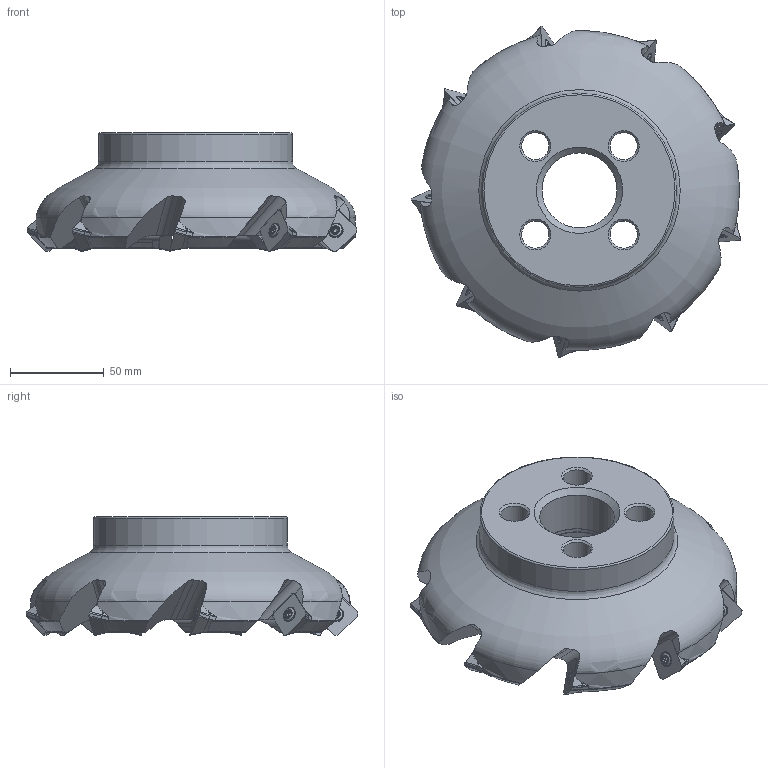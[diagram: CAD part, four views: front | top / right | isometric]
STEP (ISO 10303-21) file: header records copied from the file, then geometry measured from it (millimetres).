
FILE_DESCRIPTION(/* description */ (''),/* implementation_level */ '2;1');
FILE_NAME(/* name */ 'toolassembly_1.stp',/* time_stamp */ '2019-09-03T14:12:39+02:00',/* author */ (''),/* organization */ ('SMS'),/* preprocessor_version */ 'ST-DEVELOPER v16.7',/* originating_system */ 'SIEMENS PLM Software NX 12.0',/* authorisation */ '');
FILE_SCHEMA (('AUTOMOTIVE_DESIGN { 1 0 10303 214 3 1 1 1 }'));
Length unit declared in the file: millimetre
Products named in the file (4): CUT_20190903141138; NOCUT_20190903141103; ASSEMBLY_CONSTRUCTION; TOOLASSEMBLY_1
Assembly tree (11 placements, depth 2):
  TOOLASSEMBLY_1
    ASSEMBLY_CONSTRUCTION
    NOCUT_20190903141103
    CUT_20190903141138  x9
Bounding box: 175.9 x 176.92 x 63 mm (x, y, z)
Volume: 597198.1 mm3; surface area: 85748.7 mm2
Topology: 10 solids, 10 shells, 936 faces, 2501 edges, 1634 vertices
Faces by surface type: plane 327, cylinder 242, cone 127, torus 85, bspline 72, extrusion 72, sphere 9, revolution 2
Full cylindrical faces by diameter (mm): 4.5 x9, 5.7 x9, 7.15 x9, 8.103 x9, 14.5 x4, 40.013 x1, 40.3 x1, 88.5 x1, 103.5 x1
Entity records: 25030 total; most frequent: CARTESIAN_POINT 9639, ORIENTED_EDGE 3266, DIRECTION 2943, EDGE_CURVE 1633, AXIS2_PLACEMENT_3D 1233, VERTEX_POINT 1087, EDGE_LOOP 765, ADVANCED_FACE 656
